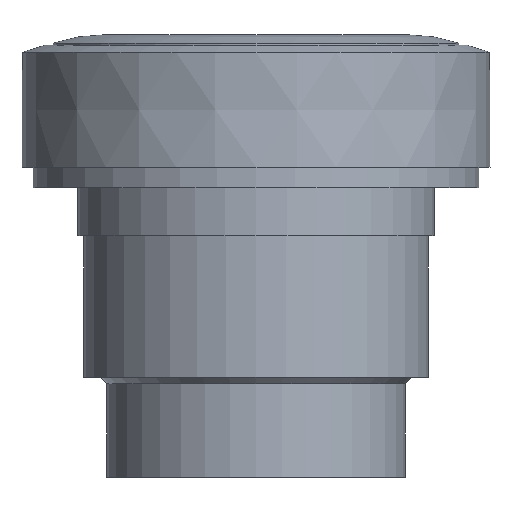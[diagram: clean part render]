
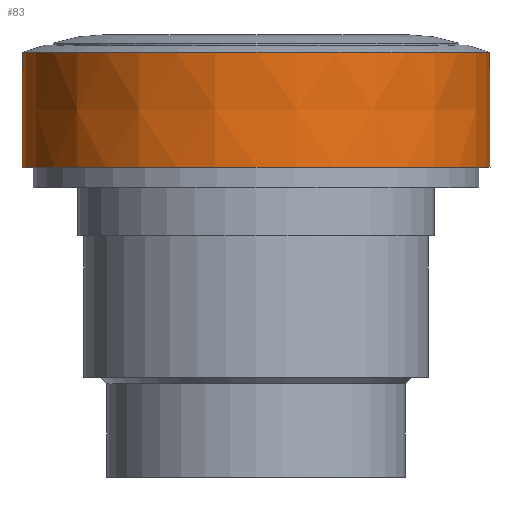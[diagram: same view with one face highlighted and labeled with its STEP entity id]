
A CAD part, front view. The second image highlights one B-rep face of the part: STEP entity #83.
In plain terms, the highlighted conical face has half-angle 0.199 degrees and reference radius 14.255 mm.
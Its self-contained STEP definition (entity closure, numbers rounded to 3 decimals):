
#83=ADVANCED_FACE('',(#173),#174,.T.);
#173=FACE_OUTER_BOUND('',#317,.T.);
#174=CONICAL_SURFACE('',#318,14.255,0.003);
#317=EDGE_LOOP('',(#529,#530,#531,#532));
#318=AXIS2_PLACEMENT_3D('',#533,#534,#535);
#529=ORIENTED_EDGE('',*,*,#655,.T.);
#530=ORIENTED_EDGE('',*,*,#692,.T.);
#531=ORIENTED_EDGE('',*,*,#657,.T.);
#532=ORIENTED_EDGE('',*,*,#690,.F.);
#533=CARTESIAN_POINT('',(0.,0.,1.));
#534=DIRECTION('',(0.,0.,-1.0));
#535=DIRECTION('',(-1.0,0.,0.));
#655=EDGE_CURVE('',#758,#759,#760,.T.);
#657=EDGE_CURVE('',#763,#761,#764,.T.);
#690=EDGE_CURVE('',#758,#761,#810,.T.);
#692=EDGE_CURVE('',#759,#763,#812,.T.);
#758=VERTEX_POINT('',#888);
#759=VERTEX_POINT('',#889);
#760=LINE('',#890,#891);
#761=VERTEX_POINT('',#892);
#763=VERTEX_POINT('',#894);
#764=LINE('',#895,#896);
#810=CIRCLE('',#968,14.231);
#812=CIRCLE('',#970,14.255);
#888=CARTESIAN_POINT('',(-14.231,0.,7.986));
#889=CARTESIAN_POINT('',(-14.255,0.,1.));
#890=CARTESIAN_POINT('',(-14.255,0.,1.));
#891=VECTOR('',#1032,1.0);
#892=CARTESIAN_POINT('',(14.231,0.,7.986));
#894=CARTESIAN_POINT('',(14.255,0.,1.));
#895=CARTESIAN_POINT('',(14.255,0.,1.));
#896=VECTOR('',#1036,1.0);
#968=AXIS2_PLACEMENT_3D('',#1088,#1089,#1090);
#970=AXIS2_PLACEMENT_3D('',#1091,#1092,#1093);
#1032=DIRECTION('',(-0.003,0.,-1.));
#1036=DIRECTION('',(-0.003,0.,1.));
#1088=CARTESIAN_POINT('',(0.,0.,7.986));
#1089=DIRECTION('',(0.,0.,1.0));
#1090=DIRECTION('',(1.0,0.,0.));
#1091=CARTESIAN_POINT('',(0.,0.,1.));
#1092=DIRECTION('',(0.,0.,1.0));
#1093=DIRECTION('',(1.0,0.,0.));
